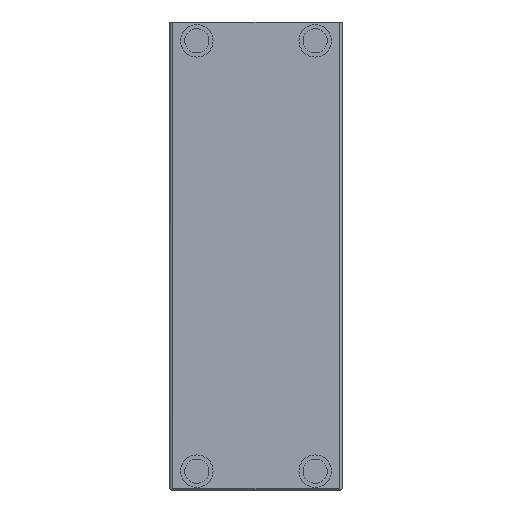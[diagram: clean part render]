
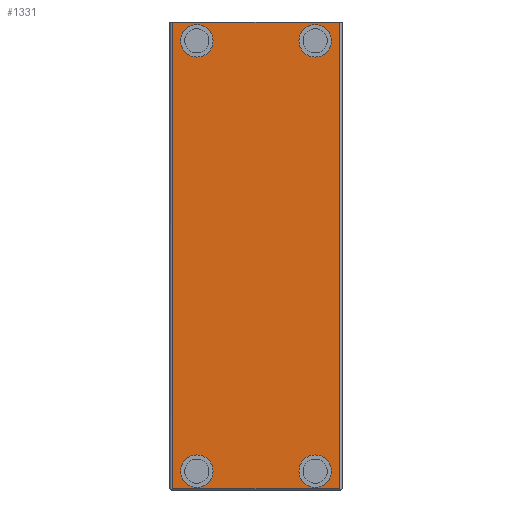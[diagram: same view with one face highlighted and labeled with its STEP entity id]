
A CAD part, front view. The second image highlights one B-rep face of the part: STEP entity #1331.
In plain terms, the highlighted planar face has unit normal (0, -1, 0).
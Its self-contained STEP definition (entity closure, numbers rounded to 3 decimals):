
#10 = CARTESIAN_POINT ( 'NONE',  ( 27., 0., 86.525 ) ) ;
#36 = ORIENTED_EDGE ( 'NONE', *, *, #1017, .F. ) ;
#62 = DIRECTION ( 'NONE',  ( 0., -1., 0. ) ) ;
#78 = EDGE_CURVE ( 'NONE', #2147, #675, #2508, .T. ) ;
#128 = VECTOR ( 'NONE', #1043, 1000. ) ;
#160 = LINE ( 'NONE', #1741, #984 ) ;
#186 = DIRECTION ( 'NONE',  ( 0., -1., 0. ) ) ;
#213 = VECTOR ( 'NONE', #2644, 1000. ) ;
#221 = EDGE_LOOP ( 'NONE', ( #2566, #262, #1232, #635 ) ) ;
#225 = EDGE_CURVE ( 'NONE', #719, #2752, #2734, .T. ) ;
#262 = ORIENTED_EDGE ( 'NONE', *, *, #2060, .T. ) ;
#277 = VERTEX_POINT ( 'NONE', #2600 ) ;
#297 = CARTESIAN_POINT ( 'NONE',  ( 27., 0., 3.5 ) ) ;
#321 = CIRCLE ( 'NONE', #462, 3.025 ) ;
#338 = VERTEX_POINT ( 'NONE', #1949 ) ;
#340 = CARTESIAN_POINT ( 'NONE',  ( 0., 0., 87. ) ) ;
#346 = CARTESIAN_POINT ( 'NONE',  ( 31.5, 0., 87. ) ) ;
#370 = ORIENTED_EDGE ( 'NONE', *, *, #1890, .F. ) ;
#384 = EDGE_CURVE ( 'NONE', #556, #338, #800, .T. ) ;
#393 = VERTEX_POINT ( 'NONE', #1354 ) ;
#399 = CARTESIAN_POINT ( 'NONE',  ( 5., 0., 3.5 ) ) ;
#405 = DIRECTION ( 'NONE',  ( 0., 0., -1. ) ) ;
#462 = AXIS2_PLACEMENT_3D ( 'NONE', #1692, #2369, #806 ) ;
#465 = EDGE_CURVE ( 'NONE', #2184, #1989, #2043, .T. ) ;
#467 = ORIENTED_EDGE ( 'NONE', *, *, #943, .F. ) ;
#484 = DIRECTION ( 'NONE',  ( 0., -1., 0. ) ) ;
#492 = CARTESIAN_POINT ( 'NONE',  ( 27., 0., 6.525 ) ) ;
#525 = FACE_BOUND ( 'NONE', #2605, .T. ) ;
#534 = CARTESIAN_POINT ( 'NONE',  ( 5., 0., 83.5 ) ) ;
#550 = VECTOR ( 'NONE', #2391, 1000. ) ;
#552 = CIRCLE ( 'NONE', #599, 3.025 ) ;
#556 = VERTEX_POINT ( 'NONE', #2355 ) ;
#562 = CARTESIAN_POINT ( 'NONE',  ( 5., 0., 0.475 ) ) ;
#588 = VERTEX_POINT ( 'NONE', #562 ) ;
#595 = CARTESIAN_POINT ( 'NONE',  ( 0., 0., 87. ) ) ;
#599 = AXIS2_PLACEMENT_3D ( 'NONE', #399, #1508, #2413 ) ;
#602 = CIRCLE ( 'NONE', #2244, 3.025 ) ;
#635 = ORIENTED_EDGE ( 'NONE', *, *, #2300, .T. ) ;
#675 = VERTEX_POINT ( 'NONE', #1523 ) ;
#719 = VERTEX_POINT ( 'NONE', #2180 ) ;
#800 = LINE ( 'NONE', #595, #550 ) ;
#806 = DIRECTION ( 'NONE',  ( 0., 0., -1. ) ) ;
#807 = EDGE_LOOP ( 'NONE', ( #2350, #370 ) ) ;
#830 = AXIS2_PLACEMENT_3D ( 'NONE', #2811, #1700, #1053 ) ;
#943 = EDGE_CURVE ( 'NONE', #1654, #588, #552, .T. ) ;
#946 = CARTESIAN_POINT ( 'NONE',  ( 5., 0., 83.5 ) ) ;
#949 = DIRECTION ( 'NONE',  ( 0., -1., 0. ) ) ;
#974 = DIRECTION ( 'NONE',  ( 0., 0., -1. ) ) ;
#984 = VECTOR ( 'NONE', #405, 1000. ) ;
#989 = FACE_OUTER_BOUND ( 'NONE', #221, .T. ) ;
#1017 = EDGE_CURVE ( 'NONE', #675, #2147, #2156, .T. ) ;
#1043 = DIRECTION ( 'NONE',  ( 0., 0., 1. ) ) ;
#1053 = DIRECTION ( 'NONE',  ( 0., 0., -1. ) ) ;
#1107 = CARTESIAN_POINT ( 'NONE',  ( 5., 0., 6.525 ) ) ;
#1118 = CARTESIAN_POINT ( 'NONE',  ( 0.5, 0., 0.2 ) ) ;
#1167 = AXIS2_PLACEMENT_3D ( 'NONE', #2452, #186, #1335 ) ;
#1232 = ORIENTED_EDGE ( 'NONE', *, *, #465, .T. ) ;
#1331 = ADVANCED_FACE ( 'NONE', ( #2258, #525, #2570, #2353, #989 ), #1418, .F. ) ;
#1335 = DIRECTION ( 'NONE',  ( 0., 0., -1. ) ) ;
#1354 = CARTESIAN_POINT ( 'NONE',  ( 5., 0., 80.475 ) ) ;
#1393 = DIRECTION ( 'NONE',  ( 0., 0., -1. ) ) ;
#1418 = PLANE ( 'NONE',  #1963 ) ;
#1508 = DIRECTION ( 'NONE',  ( 0., -1., 0. ) ) ;
#1523 = CARTESIAN_POINT ( 'NONE',  ( 27., 0., 80.475 ) ) ;
#1654 = VERTEX_POINT ( 'NONE', #1107 ) ;
#1692 = CARTESIAN_POINT ( 'NONE',  ( 27., 0., 3.5 ) ) ;
#1700 = DIRECTION ( 'NONE',  ( 0., -1., 0. ) ) ;
#1741 = CARTESIAN_POINT ( 'NONE',  ( 0.5, 0., 87. ) ) ;
#1761 = EDGE_CURVE ( 'NONE', #393, #277, #602, .T. ) ;
#1778 = ORIENTED_EDGE ( 'NONE', *, *, #78, .F. ) ;
#1781 = AXIS2_PLACEMENT_3D ( 'NONE', #2500, #484, #1393 ) ;
#1824 = CIRCLE ( 'NONE', #2389, 3.025 ) ;
#1837 = DIRECTION ( 'NONE',  ( 0., -1., 0. ) ) ;
#1882 = ORIENTED_EDGE ( 'NONE', *, *, #1988, .F. ) ;
#1890 = EDGE_CURVE ( 'NONE', #2752, #719, #321, .T. ) ;
#1906 = DIRECTION ( 'NONE',  ( 0., 0., 1. ) ) ;
#1949 = CARTESIAN_POINT ( 'NONE',  ( 31.5, 0., 87. ) ) ;
#1963 = AXIS2_PLACEMENT_3D ( 'NONE', #340, #2305, #1906 ) ;
#1988 = EDGE_CURVE ( 'NONE', #277, #393, #1824, .T. ) ;
#1989 = VERTEX_POINT ( 'NONE', #2083 ) ;
#2043 = LINE ( 'NONE', #2423, #213 ) ;
#2060 = EDGE_CURVE ( 'NONE', #556, #2184, #160, .T. ) ;
#2067 = CIRCLE ( 'NONE', #1781, 3.025 ) ;
#2083 = CARTESIAN_POINT ( 'NONE',  ( 31.5, 0., 0.2 ) ) ;
#2130 = DIRECTION ( 'NONE',  ( 0., 0., -1. ) ) ;
#2147 = VERTEX_POINT ( 'NONE', #10 ) ;
#2156 = CIRCLE ( 'NONE', #830, 3.025 ) ;
#2180 = CARTESIAN_POINT ( 'NONE',  ( 27., 0., 0.475 ) ) ;
#2184 = VERTEX_POINT ( 'NONE', #1118 ) ;
#2186 = EDGE_LOOP ( 'NONE', ( #2265, #467 ) ) ;
#2244 = AXIS2_PLACEMENT_3D ( 'NONE', #946, #1837, #974 ) ;
#2258 = FACE_BOUND ( 'NONE', #2637, .T. ) ;
#2265 = ORIENTED_EDGE ( 'NONE', *, *, #2453, .F. ) ;
#2300 = EDGE_CURVE ( 'NONE', #1989, #338, #2675, .T. ) ;
#2305 = DIRECTION ( 'NONE',  ( 0., 1., 0. ) ) ;
#2350 = ORIENTED_EDGE ( 'NONE', *, *, #225, .F. ) ;
#2353 = FACE_BOUND ( 'NONE', #807, .T. ) ;
#2355 = CARTESIAN_POINT ( 'NONE',  ( 0.5, 0., 87. ) ) ;
#2369 = DIRECTION ( 'NONE',  ( 0., -1., 0. ) ) ;
#2389 = AXIS2_PLACEMENT_3D ( 'NONE', #534, #62, #2130 ) ;
#2391 = DIRECTION ( 'NONE',  ( 1., 0., 0. ) ) ;
#2413 = DIRECTION ( 'NONE',  ( 0., 0., -1. ) ) ;
#2423 = CARTESIAN_POINT ( 'NONE',  ( 32., 0., 0.2 ) ) ;
#2445 = ORIENTED_EDGE ( 'NONE', *, *, #1761, .F. ) ;
#2452 = CARTESIAN_POINT ( 'NONE',  ( 27., 0., 83.5 ) ) ;
#2453 = EDGE_CURVE ( 'NONE', #588, #1654, #2067, .T. ) ;
#2500 = CARTESIAN_POINT ( 'NONE',  ( 5., 0., 3.5 ) ) ;
#2508 = CIRCLE ( 'NONE', #1167, 3.025 ) ;
#2534 = DIRECTION ( 'NONE',  ( 0., 0., -1. ) ) ;
#2563 = AXIS2_PLACEMENT_3D ( 'NONE', #297, #949, #2534 ) ;
#2566 = ORIENTED_EDGE ( 'NONE', *, *, #384, .F. ) ;
#2570 = FACE_BOUND ( 'NONE', #2186, .T. ) ;
#2600 = CARTESIAN_POINT ( 'NONE',  ( 5., 0., 86.525 ) ) ;
#2605 = EDGE_LOOP ( 'NONE', ( #2445, #1882 ) ) ;
#2637 = EDGE_LOOP ( 'NONE', ( #36, #1778 ) ) ;
#2644 = DIRECTION ( 'NONE',  ( 1., 0., 0. ) ) ;
#2675 = LINE ( 'NONE', #346, #128 ) ;
#2734 = CIRCLE ( 'NONE', #2563, 3.025 ) ;
#2752 = VERTEX_POINT ( 'NONE', #492 ) ;
#2811 = CARTESIAN_POINT ( 'NONE',  ( 27., 0., 83.5 ) ) ;
